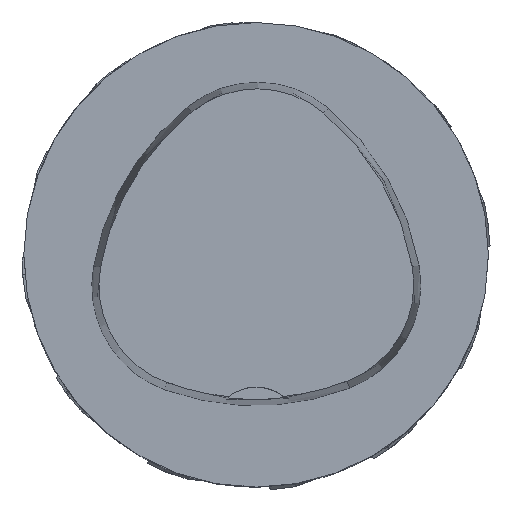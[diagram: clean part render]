
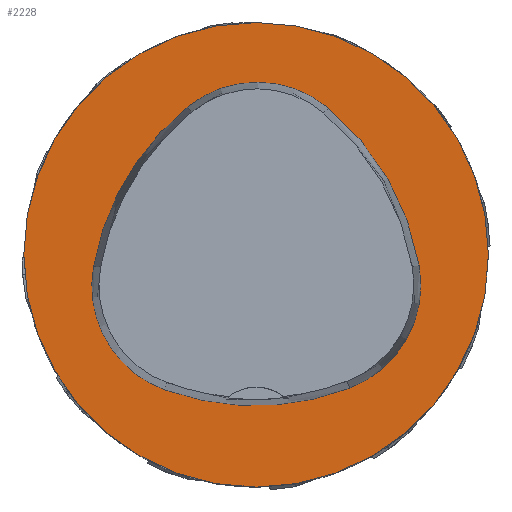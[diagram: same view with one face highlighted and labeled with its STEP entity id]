
A CAD part, top view. The second image highlights one B-rep face of the part: STEP entity #2228.
In plain terms, the highlighted planar face has unit normal (0, 0, 1).
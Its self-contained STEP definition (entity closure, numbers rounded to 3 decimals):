
#682=PLANE('',#12634);
#2228=ADVANCED_FACE('',(#4309,#4310),#682,.T.);
#4309=FACE_BOUND('',#5116,.T.);
#4310=FACE_BOUND('',#5117,.T.);
#5116=EDGE_LOOP('',(#8090,#8091,#8092,#8093,#8094,#8095));
#5117=EDGE_LOOP('',(#8096));
#8090=ORIENTED_EDGE('',*,*,#10749,.T.);
#8091=ORIENTED_EDGE('',*,*,#10729,.T.);
#8092=ORIENTED_EDGE('',*,*,#10733,.T.);
#8093=ORIENTED_EDGE('',*,*,#10736,.T.);
#8094=ORIENTED_EDGE('',*,*,#10739,.T.);
#8095=ORIENTED_EDGE('',*,*,#10747,.T.);
#8096=ORIENTED_EDGE('',*,*,#9277,.F.);
#8184=VERTEX_POINT('',#16110);
#9237=VERTEX_POINT('',#63701);
#9238=VERTEX_POINT('',#63702);
#9241=VERTEX_POINT('',#63710);
#9243=VERTEX_POINT('',#63716);
#9245=VERTEX_POINT('',#63722);
#9252=VERTEX_POINT('',#63743);
#9277=EDGE_CURVE('',#8184,#8184,#10782,.T.);
#10729=EDGE_CURVE('',#9237,#9238,#11026,.T.);
#10733=EDGE_CURVE('',#9238,#9241,#11028,.T.);
#10736=EDGE_CURVE('',#9241,#9243,#11030,.T.);
#10739=EDGE_CURVE('',#9243,#9245,#11032,.T.);
#10747=EDGE_CURVE('',#9245,#9252,#11036,.T.);
#10749=EDGE_CURVE('',#9252,#9237,#11038,.T.);
#10782=CIRCLE('',#11308,31.5);
#11026=CIRCLE('',#12612,36.);
#11028=CIRCLE('',#12615,15.);
#11030=CIRCLE('',#12618,36.);
#11032=CIRCLE('',#12621,15.);
#11036=CIRCLE('',#12626,36.);
#11038=CIRCLE('',#12629,15.);
#11308=AXIS2_PLACEMENT_3D('',#16109,#12748,#12749);
#12612=AXIS2_PLACEMENT_3D('',#63700,#15882,#15883);
#12615=AXIS2_PLACEMENT_3D('',#63709,#15890,#15891);
#12618=AXIS2_PLACEMENT_3D('',#63715,#15897,#15898);
#12621=AXIS2_PLACEMENT_3D('',#63721,#15904,#15905);
#12626=AXIS2_PLACEMENT_3D('',#63744,#15916,#15917);
#12629=AXIS2_PLACEMENT_3D('',#63747,#15922,#15923);
#12634=AXIS2_PLACEMENT_3D('',#63752,#15932,#15933);
#12748=DIRECTION('',(0.,0.,-1.));
#12749=DIRECTION('',(-1.,0.,0.));
#15882=DIRECTION('',(0.,0.,-1.));
#15883=DIRECTION('',(-1.,0.,0.));
#15890=DIRECTION('',(0.,0.,-1.));
#15891=DIRECTION('',(-1.,0.,0.));
#15897=DIRECTION('',(0.,0.,-1.));
#15898=DIRECTION('',(-1.,0.,0.));
#15904=DIRECTION('',(0.,0.,-1.));
#15905=DIRECTION('',(-1.,0.,0.));
#15916=DIRECTION('',(0.,0.,-1.));
#15917=DIRECTION('',(-1.,0.,0.));
#15922=DIRECTION('',(0.,0.,-1.));
#15923=DIRECTION('',(-1.,0.,0.));
#15932=DIRECTION('',(0.,0.,1.));
#15933=DIRECTION('',(1.,0.,0.));
#16109=CARTESIAN_POINT('',(0.,0.,0.));
#16110=CARTESIAN_POINT('',(-31.5,0.,0.));
#63700=CARTESIAN_POINT('',(13.398,-7.893,0.));
#63701=CARTESIAN_POINT('',(-22.041,-1.562,0.));
#63702=CARTESIAN_POINT('',(-9.317,20.036,0.));
#63709=CARTESIAN_POINT('',(0.148,8.399,0.));
#63710=CARTESIAN_POINT('',(9.779,19.898,0.));
#63715=CARTESIAN_POINT('',(-13.337,-7.7,0.));
#63716=CARTESIAN_POINT('',(22.122,-1.48,0.));
#63721=CARTESIAN_POINT('',(7.347,-4.071,0.));
#63722=CARTESIAN_POINT('',(12.693,-18.087,0.));
#63743=CARTESIAN_POINT('',(-12.373,-18.307,0.));
#63744=CARTESIAN_POINT('',(-0.137,15.55,0.));
#63747=CARTESIAN_POINT('',(-7.275,-4.2,0.));
#63752=CARTESIAN_POINT('',(0.,0.,0.));
